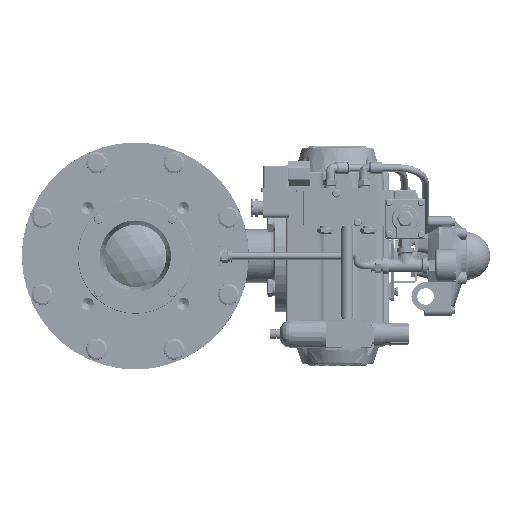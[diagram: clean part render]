
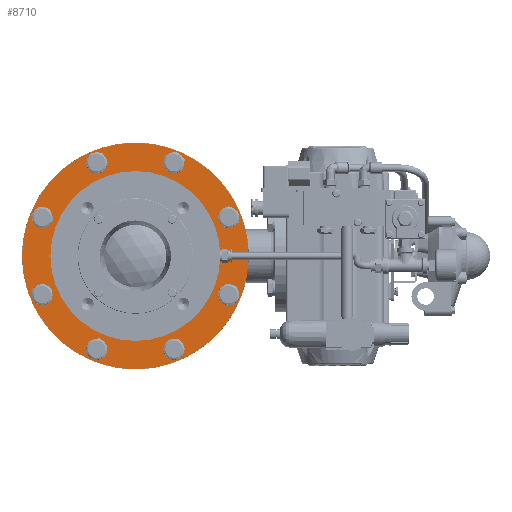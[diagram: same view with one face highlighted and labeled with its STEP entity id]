
A CAD part, left-side view. The second image highlights one B-rep face of the part: STEP entity #8710.
In plain terms, the highlighted planar face has unit normal (-1, 0, 0).
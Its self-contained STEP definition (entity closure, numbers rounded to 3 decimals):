
#7629=CARTESIAN_POINT('',(-20.,110.517,-37.778));
#7630=VERTEX_POINT('',#7629);
#7631=CARTESIAN_POINT('',(-20.,104.86,-43.435));
#7632=DIRECTION('',(1.0,0.0,0.0));
#7633=DIRECTION('',(0.0,0.707,0.707));
#7634=AXIS2_PLACEMENT_3D('',#7631,#7632,#7633);
#7635=CIRCLE('',#7634,8.0);
#7636=EDGE_CURVE('',#7630,#7630,#7635,.T.);
#7670=CARTESIAN_POINT('',(-20.,51.435,-104.86));
#7671=VERTEX_POINT('',#7670);
#7672=CARTESIAN_POINT('',(-20.,43.435,-104.86));
#7673=DIRECTION('',(1.0,0.0,0.0));
#7674=DIRECTION('',(0.0,1.0,0.0));
#7675=AXIS2_PLACEMENT_3D('',#7672,#7673,#7674);
#7676=CIRCLE('',#7675,8.0);
#7677=EDGE_CURVE('',#7671,#7671,#7676,.T.);
#7711=CARTESIAN_POINT('',(-20.,-37.778,-110.517));
#7712=VERTEX_POINT('',#7711);
#7713=CARTESIAN_POINT('',(-20.,-43.435,-104.86));
#7714=DIRECTION('',(1.0,0.0,0.0));
#7715=DIRECTION('',(0.0,0.707,-0.707));
#7716=AXIS2_PLACEMENT_3D('',#7713,#7714,#7715);
#7717=CIRCLE('',#7716,8.0);
#7718=EDGE_CURVE('',#7712,#7712,#7717,.T.);
#7752=CARTESIAN_POINT('',(-20.,-104.86,-51.435));
#7753=VERTEX_POINT('',#7752);
#7754=CARTESIAN_POINT('',(-20.,-104.86,-43.435));
#7755=DIRECTION('',(1.0,0.0,0.0));
#7756=DIRECTION('',(0.0,0.0,-1.0));
#7757=AXIS2_PLACEMENT_3D('',#7754,#7755,#7756);
#7758=CIRCLE('',#7757,8.0);
#7759=EDGE_CURVE('',#7753,#7753,#7758,.T.);
#7793=CARTESIAN_POINT('',(-20.,-110.517,37.778));
#7794=VERTEX_POINT('',#7793);
#7795=CARTESIAN_POINT('',(-20.,-104.86,43.435));
#7796=DIRECTION('',(1.0,0.0,0.0));
#7797=DIRECTION('',(0.0,-0.707,-0.707));
#7798=AXIS2_PLACEMENT_3D('',#7795,#7796,#7797);
#7799=CIRCLE('',#7798,8.0);
#7800=EDGE_CURVE('',#7794,#7794,#7799,.T.);
#7834=CARTESIAN_POINT('',(-20.,-51.435,104.86));
#7835=VERTEX_POINT('',#7834);
#7836=CARTESIAN_POINT('',(-20.,-43.435,104.86));
#7837=DIRECTION('',(1.0,0.0,0.0));
#7838=DIRECTION('',(0.0,-1.0,0.0));
#7839=AXIS2_PLACEMENT_3D('',#7836,#7837,#7838);
#7840=CIRCLE('',#7839,8.0);
#7841=EDGE_CURVE('',#7835,#7835,#7840,.T.);
#7875=CARTESIAN_POINT('',(-20.,37.778,110.517));
#7876=VERTEX_POINT('',#7875);
#7877=CARTESIAN_POINT('',(-20.,43.435,104.86));
#7878=DIRECTION('',(1.0,0.0,0.0));
#7879=DIRECTION('',(0.0,-0.707,0.707));
#7880=AXIS2_PLACEMENT_3D('',#7877,#7878,#7879);
#7881=CIRCLE('',#7880,8.0);
#7882=EDGE_CURVE('',#7876,#7876,#7881,.T.);
#7916=CARTESIAN_POINT('',(-20.,104.86,51.435));
#7917=VERTEX_POINT('',#7916);
#7918=CARTESIAN_POINT('',(-20.,104.86,43.435));
#7919=DIRECTION('',(1.0,0.0,0.0));
#7920=DIRECTION('',(0.0,0.0,1.0));
#7921=AXIS2_PLACEMENT_3D('',#7918,#7919,#7920);
#7922=CIRCLE('',#7921,8.0);
#7923=EDGE_CURVE('',#7917,#7917,#7922,.T.);
#8648=CARTESIAN_POINT('',(-20.,95.5,0.0));
#8649=VERTEX_POINT('',#8648);
#8650=CARTESIAN_POINT('',(-20.,0.0,0.0));
#8651=DIRECTION('',(1.0,0.0,0.0));
#8652=DIRECTION('',(0.0,1.0,0.0));
#8653=AXIS2_PLACEMENT_3D('',#8650,#8651,#8652);
#8654=CIRCLE('',#8653,95.5);
#8655=EDGE_CURVE('',#8649,#8649,#8654,.T.);
#8667=CARTESIAN_POINT('',(-20.,111.5,0.0));
#8668=DIRECTION('',(-1.0,0.0,0.0));
#8669=DIRECTION('',(0.0,0.0,1.0));
#8670=AXIS2_PLACEMENT_3D('',#8667,#8668,#8669);
#8671=PLANE('',#8670);
#8672=CARTESIAN_POINT('',(-20.,127.5,0.0));
#8673=VERTEX_POINT('',#8672);
#8674=CARTESIAN_POINT('',(-20.,0.0,0.0));
#8675=DIRECTION('',(1.0,0.0,0.0));
#8676=DIRECTION('',(0.0,1.0,0.0));
#8677=AXIS2_PLACEMENT_3D('',#8674,#8675,#8676);
#8678=CIRCLE('',#8677,127.5);
#8679=EDGE_CURVE('',#8673,#8673,#8678,.T.);
#8680=ORIENTED_EDGE('',*,*,#8679,.F.);
#8681=EDGE_LOOP('',(#8680));
#8682=FACE_OUTER_BOUND('',#8681,.T.);
#8683=ORIENTED_EDGE('',*,*,#7636,.T.);
#8684=EDGE_LOOP('',(#8683));
#8685=FACE_BOUND('',#8684,.T.);
#8686=ORIENTED_EDGE('',*,*,#7677,.T.);
#8687=EDGE_LOOP('',(#8686));
#8688=FACE_BOUND('',#8687,.T.);
#8689=ORIENTED_EDGE('',*,*,#7718,.T.);
#8690=EDGE_LOOP('',(#8689));
#8691=FACE_BOUND('',#8690,.T.);
#8692=ORIENTED_EDGE('',*,*,#7759,.T.);
#8693=EDGE_LOOP('',(#8692));
#8694=FACE_BOUND('',#8693,.T.);
#8695=ORIENTED_EDGE('',*,*,#7800,.T.);
#8696=EDGE_LOOP('',(#8695));
#8697=FACE_BOUND('',#8696,.T.);
#8698=ORIENTED_EDGE('',*,*,#7841,.T.);
#8699=EDGE_LOOP('',(#8698));
#8700=FACE_BOUND('',#8699,.T.);
#8701=ORIENTED_EDGE('',*,*,#7882,.T.);
#8702=EDGE_LOOP('',(#8701));
#8703=FACE_BOUND('',#8702,.T.);
#8704=ORIENTED_EDGE('',*,*,#7923,.T.);
#8705=EDGE_LOOP('',(#8704));
#8706=FACE_BOUND('',#8705,.T.);
#8707=ORIENTED_EDGE('',*,*,#8655,.T.);
#8708=EDGE_LOOP('',(#8707));
#8709=FACE_BOUND('',#8708,.T.);
#8710=ADVANCED_FACE('',(#8682,#8685,#8688,#8691,#8694,#8697,#8700,#8703,#8706,#8709),#8671,.T.);
